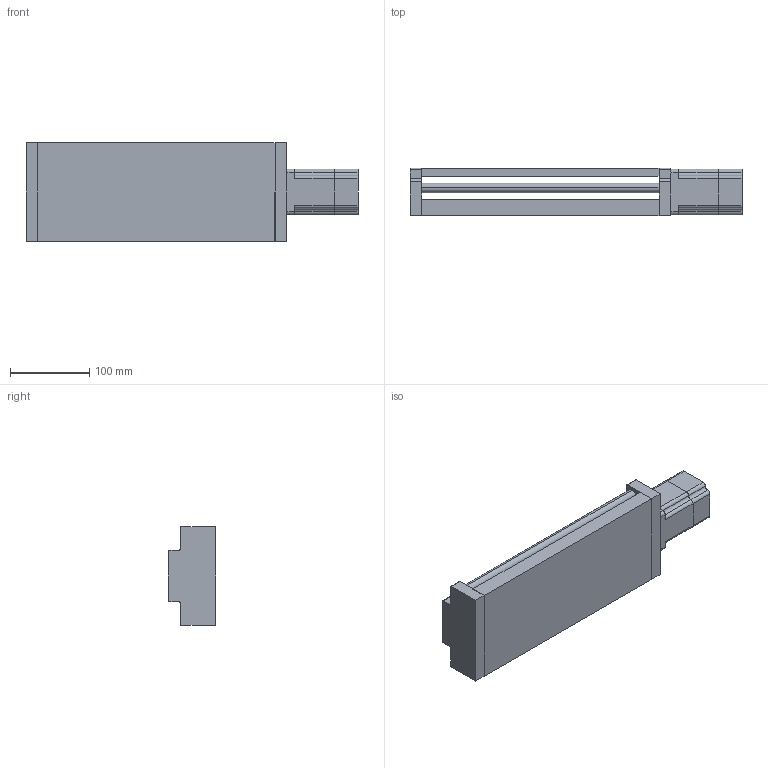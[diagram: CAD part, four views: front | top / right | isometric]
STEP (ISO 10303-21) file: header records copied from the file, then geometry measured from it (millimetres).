
FILE_DESCRIPTION (( 'STEP AP203' ), '1' );
FILE_NAME ('CAD2_Default_sldprt.STEP', '2024-01-09T15:01:36', ( '' ), ( '' ), 'SwSTEP 2.0', 'SolidWorks 2020', '' );
FILE_SCHEMA (( 'CONFIG_CONTROL_DESIGN' ));
Length unit declared in the file: millimetre
Products named in the file (1): CAD2_Default_sldprt
Bounding box: 420 x 60 x 125 mm (x, y, z)
Volume: 1491850.8 mm3; surface area: 224062.2 mm2
Topology: 7 solids, 7 shells, 95 faces, 240 edges, 160 vertices
Faces by surface type: plane 51, cylinder 44
Entity records: 2947 total; most frequent: DIRECTION 520, CARTESIAN_POINT 496, ORIENTED_EDGE 480, EDGE_CURVE 240, AXIS2_PLACEMENT_3D 184, VERTEX_POINT 160, LINE 152, VECTOR 152
